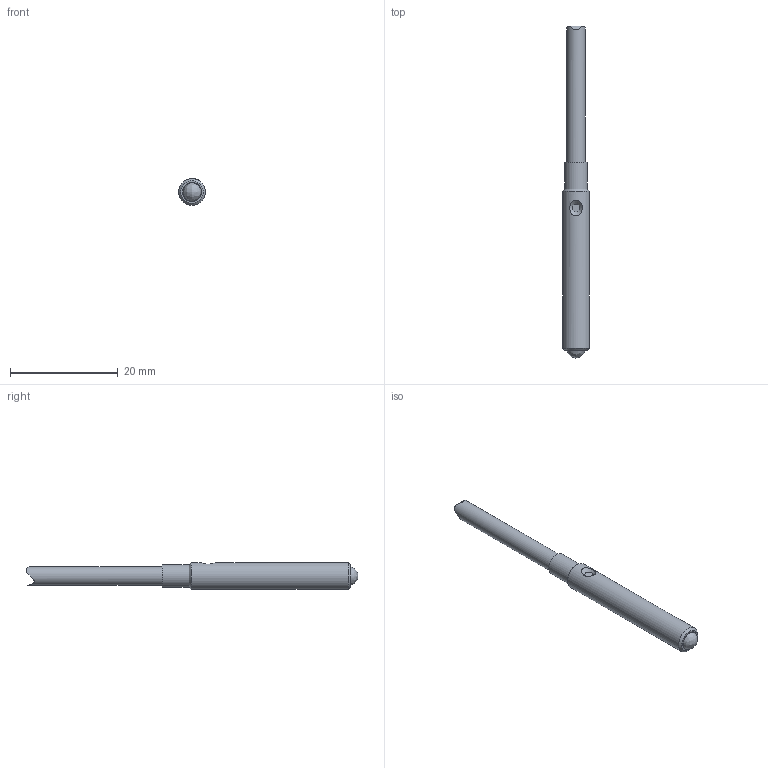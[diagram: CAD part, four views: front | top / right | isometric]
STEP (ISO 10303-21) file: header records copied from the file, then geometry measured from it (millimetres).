
FILE_DESCRIPTION (( 'STEP AP214' ), '1' );
FILE_NAME ('C5D-AP-3A.STEP', '2018-04-19T18:32:48', ( '' ), ( '' ), 'SwSTEP 2.0', 'SolidWorks 2017', '' );
FILE_SCHEMA (( 'AUTOMOTIVE_DESIGN' ));
Length unit declared in the file: inch
Products named in the file (1): C5D-AP-3A
Bounding box: 5 x 61.76 x 5 mm (x, y, z)
Volume: 898.1 mm3; surface area: 851 mm2
Topology: 1 solids, 1 shells, 13 faces, 24 edges, 18 vertices
Faces by surface type: plane 5, cylinder 3, cone 3, bspline 2
Full cylindrical faces by diameter (mm): 3.5 x1, 4.2 x1, 5 x1
Entity records: 627 total; most frequent: CARTESIAN_POINT 383, DIRECTION 38, ORIENTED_EDGE 28, EDGE_LOOP 24, AXIS2_PLACEMENT_3D 19, FACE_OUTER_BOUND 16, VERTEX_POINT 14, EDGE_CURVE 14
